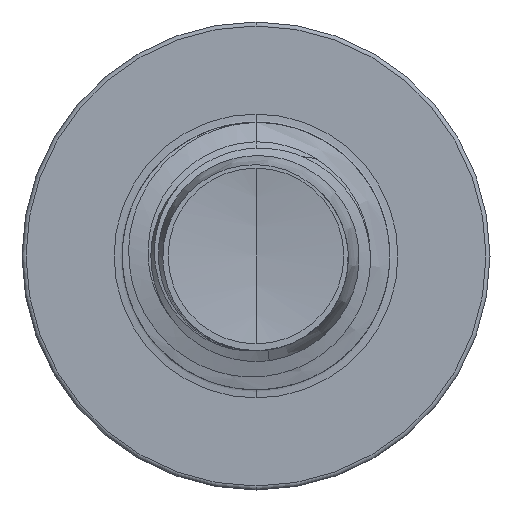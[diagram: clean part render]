
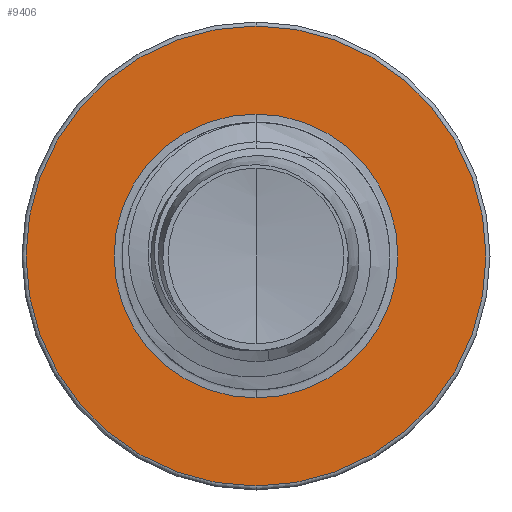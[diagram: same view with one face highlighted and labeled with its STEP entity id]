
A CAD part, front view. The second image highlights one B-rep face of the part: STEP entity #9406.
In plain terms, the highlighted planar face has unit normal (0, -1, 0).
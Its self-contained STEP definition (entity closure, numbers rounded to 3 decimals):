
#1197 = ORIENTED_EDGE ( 'NONE', *, *, #9303, .F. ) ;
#2169 = ORIENTED_EDGE ( 'NONE', *, *, #17955, .T. ) ;
#2800 = CARTESIAN_POINT ( 'NONE',  ( 0., 30., 3.186 ) ) ;
#2875 = ORIENTED_EDGE ( 'NONE', *, *, #7057, .T. ) ;
#5059 = AXIS2_PLACEMENT_3D ( 'NONE', #27583, #33025, #16602 ) ;
#6048 = DIRECTION ( 'NONE',  ( 0., 1., 0. ) ) ;
#6752 = EDGE_LOOP ( 'NONE', ( #38098, #1197 ) ) ;
#7057 = EDGE_CURVE ( 'NONE', #30014, #16239, #13636, .T. ) ;
#7211 = AXIS2_PLACEMENT_3D ( 'NONE', #33704, #17394, #36651 ) ;
#7710 = CIRCLE ( 'NONE', #7211, 3.186 ) ;
#9303 = EDGE_CURVE ( 'NONE', #23758, #13387, #39477, .T. ) ;
#9406 = ADVANCED_FACE ( 'NONE', ( #16071, #23622 ), #15741, .F. ) ;
#10773 = AXIS2_PLACEMENT_3D ( 'NONE', #24568, #6048, #27248 ) ;
#13387 = VERTEX_POINT ( 'NONE', #33983 ) ;
#13636 = CIRCLE ( 'NONE', #30419, 3.186 ) ;
#15741 = PLANE ( 'NONE',  #5059 ) ;
#16071 = FACE_OUTER_BOUND ( 'NONE', #6752, .T. ) ;
#16239 = VERTEX_POINT ( 'NONE', #2800 ) ;
#16602 = DIRECTION ( 'NONE',  ( 0., 0., 1. ) ) ;
#17394 = DIRECTION ( 'NONE',  ( 0., 1., 0. ) ) ;
#17955 = EDGE_CURVE ( 'NONE', #16239, #30014, #7710, .T. ) ;
#18950 = DIRECTION ( 'NONE',  ( 0., 1., 0. ) ) ;
#19635 = DIRECTION ( 'NONE',  ( 0., 1., 0. ) ) ;
#23622 = FACE_BOUND ( 'NONE', #24993, .T. ) ;
#23758 = VERTEX_POINT ( 'NONE', #27290 ) ;
#24321 = EDGE_CURVE ( 'NONE', #13387, #23758, #29414, .T. ) ;
#24568 = CARTESIAN_POINT ( 'NONE',  ( 0., 30., 0. ) ) ;
#24993 = EDGE_LOOP ( 'NONE', ( #2169, #2875 ) ) ;
#27248 = DIRECTION ( 'NONE',  ( 0., 0., 1. ) ) ;
#27290 = CARTESIAN_POINT ( 'NONE',  ( 0., 30., -5.16 ) ) ;
#27583 = CARTESIAN_POINT ( 'NONE',  ( 0., 30., -3.186 ) ) ;
#29414 = CIRCLE ( 'NONE', #10773, 5.16 ) ;
#29738 = AXIS2_PLACEMENT_3D ( 'NONE', #35170, #18950, #38344 ) ;
#29801 = CARTESIAN_POINT ( 'NONE',  ( 0., 30., -3.186 ) ) ;
#30014 = VERTEX_POINT ( 'NONE', #29801 ) ;
#30419 = AXIS2_PLACEMENT_3D ( 'NONE', #35916, #19635, #39133 ) ;
#33025 = DIRECTION ( 'NONE',  ( 0., 1., 0. ) ) ;
#33704 = CARTESIAN_POINT ( 'NONE',  ( 0., 30., 0. ) ) ;
#33983 = CARTESIAN_POINT ( 'NONE',  ( 0., 30., 5.16 ) ) ;
#35170 = CARTESIAN_POINT ( 'NONE',  ( 0., 30., 0. ) ) ;
#35916 = CARTESIAN_POINT ( 'NONE',  ( 0., 30., 0. ) ) ;
#36651 = DIRECTION ( 'NONE',  ( 0., 0., 1. ) ) ;
#38098 = ORIENTED_EDGE ( 'NONE', *, *, #24321, .F. ) ;
#38344 = DIRECTION ( 'NONE',  ( 0., 0., 1. ) ) ;
#39133 = DIRECTION ( 'NONE',  ( 0., 0., 1. ) ) ;
#39477 = CIRCLE ( 'NONE', #29738, 5.16 ) ;
